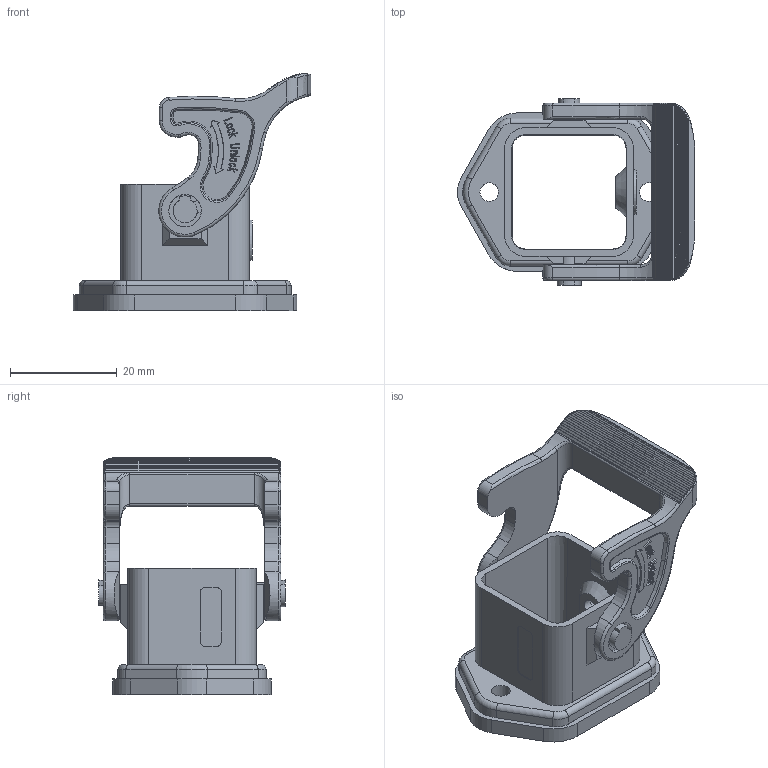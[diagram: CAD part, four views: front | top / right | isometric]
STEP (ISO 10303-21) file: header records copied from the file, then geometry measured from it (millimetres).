
FILE_DESCRIPTION(/* description */ (''),/* implementation_level */ '2;1');
FILE_NAME(/* name */ 'H3A.P-BK-1L.stp',/* time_stamp */ '2022-11-01T15:50:49+08:00',/* author */ (''),/* organization */ (''),/* preprocessor_version */ 'ST-DEVELOPER v16',/* originating_system */ 'SIEMENS PLM Software NX 10.0',/* authorisation */ '');
FILE_SCHEMA (('AP203_CONFIGURATION_CONTROLLED_3D_DESIGN_OF_MECHANICAL_PARTS_AND_ASSEMBLIES_MIM_LF { 1 0 10303 403 2 1 2}'));
Length unit declared in the file: millimetre
Products named in the file (1): Admi27FCD7D2n831
Bounding box: 44.57 x 35 x 44.65 mm (x, y, z)
Volume: 8413.7 mm3; surface area: 8914.6 mm2
Topology: 1 solids, 1 shells, 667 faces, 1775 edges, 1151 vertices
Faces by surface type: bspline 232, plane 196, cylinder 115, torus 70, cone 34, extrusion 20
Full cylindrical faces by diameter (mm): 3.2 x1, 3.5 x2, 4 x1, 4.5 x3, 5.8 x1, 6.1 x2
Entity records: 27609 total; most frequent: CARTESIAN_POINT 12850, ORIENTED_EDGE 3502, DIRECTION 2321, EDGE_CURVE 1751, VERTEX_POINT 1140, AXIS2_PLACEMENT_3D 898, B_SPLINE_CURVE_WITH_KNOTS 775, EDGE_LOOP 733
